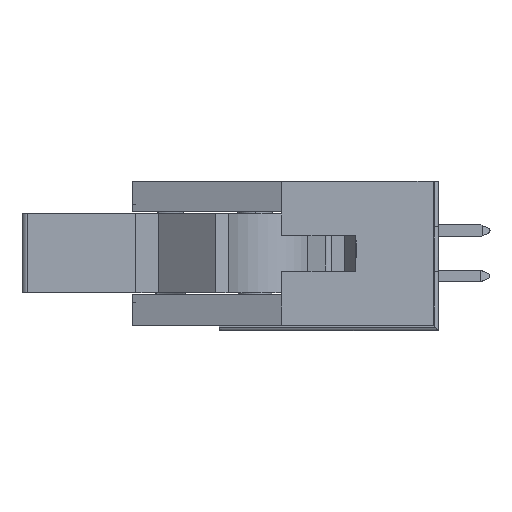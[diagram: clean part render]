
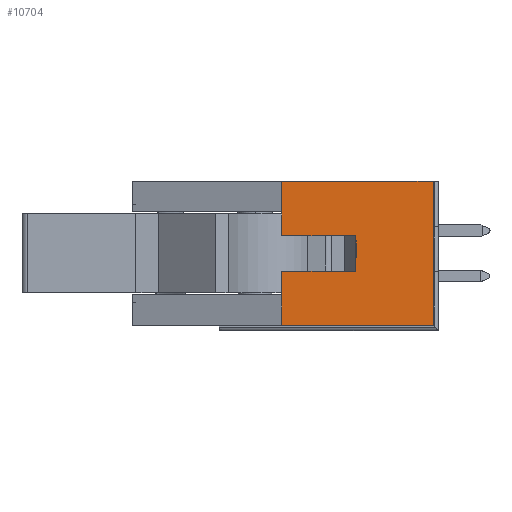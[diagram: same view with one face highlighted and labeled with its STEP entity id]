
A CAD part, left-side view. The second image highlights one B-rep face of the part: STEP entity #10704.
In plain terms, the highlighted face is planar.
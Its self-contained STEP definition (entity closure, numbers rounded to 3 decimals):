
#97 = VECTOR ( 'NONE', #4215, 1000. ) ;
#139 = CARTESIAN_POINT ( 'NONE',  ( 2.325, 1.24, 0. ) ) ;
#180 = EDGE_CURVE ( 'NONE', #621, #3763, #8494, .T. ) ;
#368 = FACE_OUTER_BOUND ( 'NONE', #9533, .T. ) ;
#449 = EDGE_CURVE ( 'NONE', #11817, #992, #7324, .T. ) ;
#453 = DIRECTION ( 'NONE',  ( 0., 1., 0. ) ) ;
#621 = VERTEX_POINT ( 'NONE', #1842 ) ;
#671 = CARTESIAN_POINT ( 'NONE',  ( 4.05, 1.24, 0. ) ) ;
#677 = CARTESIAN_POINT ( 'NONE',  ( 1., 1.24, 0. ) ) ;
#704 = DIRECTION ( 'NONE',  ( 1., 0., 0. ) ) ;
#740 = DIRECTION ( 'NONE',  ( 0., -1., 0. ) ) ;
#776 = EDGE_CURVE ( 'NONE', #3763, #9919, #10874, .T. ) ;
#894 = VERTEX_POINT ( 'NONE', #10285 ) ;
#992 = VERTEX_POINT ( 'NONE', #671 ) ;
#1051 = VECTOR ( 'NONE', #12263, 1000. ) ;
#1396 = VECTOR ( 'NONE', #6062, 1000. ) ;
#1466 = CARTESIAN_POINT ( 'NONE',  ( 4.05, -7.26, 0. ) ) ;
#1842 = CARTESIAN_POINT ( 'NONE',  ( -4.05, 1.24, 0. ) ) ;
#1964 = LINE ( 'NONE', #9370, #3750 ) ;
#2006 = ORIENTED_EDGE ( 'NONE', *, *, #776, .T. ) ;
#2710 = EDGE_CURVE ( 'NONE', #4718, #9400, #2971, .T. ) ;
#2870 = DIRECTION ( 'NONE',  ( 1., 0., 0. ) ) ;
#2971 = LINE ( 'NONE', #7066, #1396 ) ;
#3034 = ORIENTED_EDGE ( 'NONE', *, *, #5114, .T. ) ;
#3079 = ORIENTED_EDGE ( 'NONE', *, *, #180, .T. ) ;
#3145 = DIRECTION ( 'NONE',  ( 1., 0., 0. ) ) ;
#3198 = VECTOR ( 'NONE', #453, 1000. ) ;
#3210 = DIRECTION ( 'NONE',  ( 1., 0., 0. ) ) ;
#3593 = CARTESIAN_POINT ( 'NONE',  ( 2.325, 1.24, 0. ) ) ;
#3750 = VECTOR ( 'NONE', #704, 1000. ) ;
#3763 = VERTEX_POINT ( 'NONE', #11163 ) ;
#4060 = VECTOR ( 'NONE', #2870, 1000. ) ;
#4067 = LINE ( 'NONE', #139, #4060 ) ;
#4215 = DIRECTION ( 'NONE',  ( 1., 0., 0. ) ) ;
#4229 = CARTESIAN_POINT ( 'NONE',  ( 0., 0., 0. ) ) ;
#4476 = EDGE_CURVE ( 'NONE', #9919, #9400, #8646, .T. ) ;
#4718 = VERTEX_POINT ( 'NONE', #8711 ) ;
#4766 = AXIS2_PLACEMENT_3D ( 'NONE', #4229, #8078, #3210 ) ;
#4829 = DIRECTION ( 'NONE',  ( 0., -1., 0. ) ) ;
#5114 = EDGE_CURVE ( 'NONE', #5611, #992, #4067, .T. ) ;
#5148 = CARTESIAN_POINT ( 'NONE',  ( -4.05, -7.26, 0. ) ) ;
#5215 = VECTOR ( 'NONE', #3145, 1000. ) ;
#5482 = CARTESIAN_POINT ( 'NONE',  ( 1., 1.24, 0. ) ) ;
#5611 = VERTEX_POINT ( 'NONE', #3593 ) ;
#5678 = EDGE_CURVE ( 'NONE', #10758, #4718, #7572, .T. ) ;
#6062 = DIRECTION ( 'NONE',  ( -1., 0., 0. ) ) ;
#6586 = DIRECTION ( 'NONE',  ( 1., 0., 0. ) ) ;
#6673 = VECTOR ( 'NONE', #740, 1000. ) ;
#6863 = EDGE_CURVE ( 'NONE', #621, #894, #8691, .T. ) ;
#7066 = CARTESIAN_POINT ( 'NONE',  ( 1., -2.9, 0. ) ) ;
#7324 = LINE ( 'NONE', #1466, #3198 ) ;
#7571 = ORIENTED_EDGE ( 'NONE', *, *, #4476, .T. ) ;
#7572 = LINE ( 'NONE', #5482, #1051 ) ;
#7733 = ORIENTED_EDGE ( 'NONE', *, *, #6863, .F. ) ;
#7910 = EDGE_CURVE ( 'NONE', #894, #11817, #11929, .T. ) ;
#8078 = DIRECTION ( 'NONE',  ( 0., 0., 1. ) ) ;
#8096 = ORIENTED_EDGE ( 'NONE', *, *, #7910, .F. ) ;
#8494 = LINE ( 'NONE', #10328, #12077 ) ;
#8566 = CARTESIAN_POINT ( 'NONE',  ( -4.05, 1.24, 0. ) ) ;
#8646 = LINE ( 'NONE', #9603, #6673 ) ;
#8691 = LINE ( 'NONE', #8566, #9566 ) ;
#8711 = CARTESIAN_POINT ( 'NONE',  ( 1., -2.9, 0. ) ) ;
#8790 = CARTESIAN_POINT ( 'NONE',  ( 4.05, -7.26, 0. ) ) ;
#9093 = CARTESIAN_POINT ( 'NONE',  ( -2.325, 1.24, 0. ) ) ;
#9248 = CARTESIAN_POINT ( 'NONE',  ( -1., 1.24, 0. ) ) ;
#9370 = CARTESIAN_POINT ( 'NONE',  ( 1., 1.24, 0. ) ) ;
#9400 = VERTEX_POINT ( 'NONE', #9445 ) ;
#9428 = ORIENTED_EDGE ( 'NONE', *, *, #449, .F. ) ;
#9445 = CARTESIAN_POINT ( 'NONE',  ( -1., -2.9, 0. ) ) ;
#9533 = EDGE_LOOP ( 'NONE', ( #10599, #3034, #9428, #8096, #7733, #3079, #2006, #7571, #10703, #11434 ) ) ;
#9566 = VECTOR ( 'NONE', #4829, 1000. ) ;
#9603 = CARTESIAN_POINT ( 'NONE',  ( -1., 1.24, 0. ) ) ;
#9919 = VERTEX_POINT ( 'NONE', #9248 ) ;
#10084 = EDGE_CURVE ( 'NONE', #10758, #5611, #1964, .T. ) ;
#10105 = PLANE ( 'NONE',  #4766 ) ;
#10285 = CARTESIAN_POINT ( 'NONE',  ( -4.05, -7.26, 0. ) ) ;
#10328 = CARTESIAN_POINT ( 'NONE',  ( -4.05, 1.24, 0. ) ) ;
#10599 = ORIENTED_EDGE ( 'NONE', *, *, #10084, .T. ) ;
#10703 = ORIENTED_EDGE ( 'NONE', *, *, #2710, .F. ) ;
#10704 = ADVANCED_FACE ( 'NONE', ( #368 ), #10105, .F. ) ;
#10758 = VERTEX_POINT ( 'NONE', #677 ) ;
#10874 = LINE ( 'NONE', #9093, #5215 ) ;
#11163 = CARTESIAN_POINT ( 'NONE',  ( -2.325, 1.24, 0. ) ) ;
#11434 = ORIENTED_EDGE ( 'NONE', *, *, #5678, .F. ) ;
#11817 = VERTEX_POINT ( 'NONE', #8790 ) ;
#11929 = LINE ( 'NONE', #5148, #97 ) ;
#12077 = VECTOR ( 'NONE', #6586, 1000. ) ;
#12263 = DIRECTION ( 'NONE',  ( 0., -1., 0. ) ) ;
